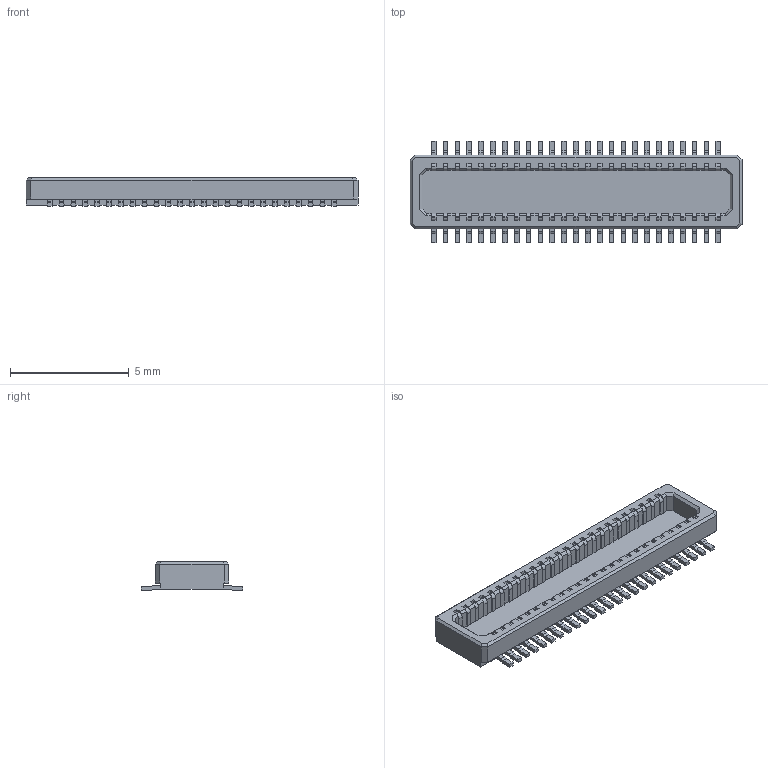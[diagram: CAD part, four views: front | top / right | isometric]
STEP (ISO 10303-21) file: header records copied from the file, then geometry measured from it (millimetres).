
FILE_DESCRIPTION(/* description */ ('Unknown'),/* implementation_level */ '2;1');
FILE_NAME(/* name */ '658511223050',/* time_stamp */ '2024-10-08T13:48:06+02:00',/* author */ ('Unknown'),/* organization */ ('Unknown'),/* preprocessor_version */ 'ST-DEVELOPER v19.4',/* originating_system */ 'Solid Edge',/* authorisation */ 'Unknown');
FILE_SCHEMA (('AUTOMOTIVE_DESIGN {1 0 10303 214 3 1 1}'));
Length unit declared in the file: millimetre
Products named in the file (3): 658511223xxx; 658511223050; 658511223xxx_Contact
Assembly tree (51 placements, depth 2):
  658511223xxx
    658511223050
    658511223xxx_Contact  x50
Bounding box: 14 x 4.3 x 1.2 mm (x, y, z)
Volume: 28.7 mm3; surface area: 285.9 mm2
Topology: 51 solids, 51 shells, 1639 faces, 4792 edges, 3156 vertices
Faces by surface type: plane 1339, cylinder 300
Entity records: 20338 total; most frequent: ORIENTED_EDGE 3704, CARTESIAN_POINT 3661, DIRECTION 3090, EDGE_CURVE 1852, LINE 1840, VECTOR 1840, VERTEX_POINT 1196, AXIS2_PLACEMENT_3D 625
